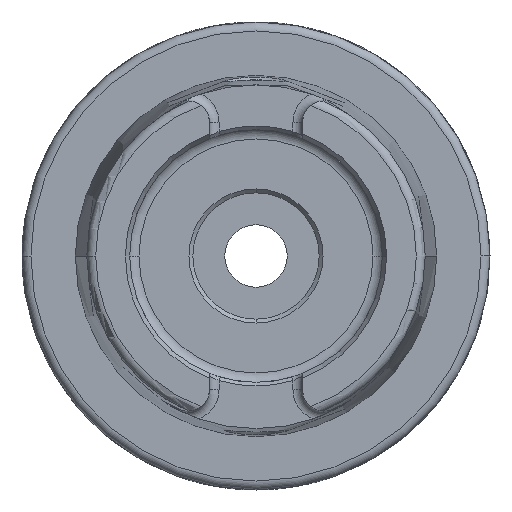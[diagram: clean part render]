
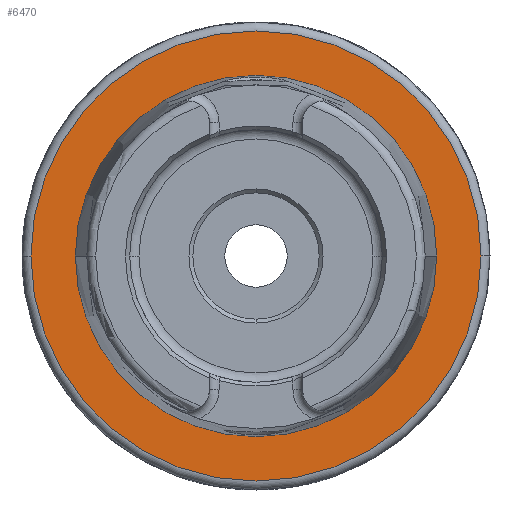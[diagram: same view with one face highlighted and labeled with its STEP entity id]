
A CAD part, left-side view. The second image highlights one B-rep face of the part: STEP entity #6470.
In plain terms, the highlighted planar face has unit normal (-1, 0, 0).
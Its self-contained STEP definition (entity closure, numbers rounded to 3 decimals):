
#24 = CIRCLE ( 'NONE', #1828, 30.3 ) ;
#344 = AXIS2_PLACEMENT_3D ( 'NONE', #3423, #7788, #4051 ) ;
#683 = CIRCLE ( 'NONE', #344, 24.321 ) ;
#781 = AXIS2_PLACEMENT_3D ( 'NONE', #4545, #5087, #5683 ) ;
#1008 = FACE_OUTER_BOUND ( 'NONE', #7623, .T. ) ;
#1277 = ORIENTED_EDGE ( 'NONE', *, *, #1970, .F. ) ;
#1327 = EDGE_CURVE ( 'NONE', #5630, #3447, #2380, .T. ) ;
#1667 = CARTESIAN_POINT ( 'NONE',  ( 0., 0., 0. ) ) ;
#1790 = DIRECTION ( 'NONE',  ( -1., 0., 0. ) ) ;
#1828 = AXIS2_PLACEMENT_3D ( 'NONE', #1667, #6042, #2289 ) ;
#1954 = VERTEX_POINT ( 'NONE', #7583 ) ;
#1970 = EDGE_CURVE ( 'NONE', #2670, #1954, #7973, .T. ) ;
#2259 = FACE_BOUND ( 'NONE', #4790, .T. ) ;
#2289 = DIRECTION ( 'NONE',  ( 0., 1., 0. ) ) ;
#2380 = CIRCLE ( 'NONE', #781, 24.321 ) ;
#2670 = VERTEX_POINT ( 'NONE', #6019 ) ;
#2686 = ORIENTED_EDGE ( 'NONE', *, *, #6079, .T. ) ;
#2692 = AXIS2_PLACEMENT_3D ( 'NONE', #4294, #1790, #6166 ) ;
#3177 = ORIENTED_EDGE ( 'NONE', *, *, #3479, .F. ) ;
#3399 = CARTESIAN_POINT ( 'NONE',  ( 0., 0., 0. ) ) ;
#3423 = CARTESIAN_POINT ( 'NONE',  ( 0., 0., 0. ) ) ;
#3447 = VERTEX_POINT ( 'NONE', #7290 ) ;
#3479 = EDGE_CURVE ( 'NONE', #1954, #2670, #24, .T. ) ;
#3669 = PLANE ( 'NONE',  #2692 ) ;
#3790 = DIRECTION ( 'NONE',  ( 0., 1., 0. ) ) ;
#3845 = DIRECTION ( 'NONE',  ( 1., 0., 0. ) ) ;
#4051 = DIRECTION ( 'NONE',  ( 0., 1., 0. ) ) ;
#4294 = CARTESIAN_POINT ( 'NONE',  ( 0., 24.321, 0. ) ) ;
#4545 = CARTESIAN_POINT ( 'NONE',  ( 0., 0., 0. ) ) ;
#4790 = EDGE_LOOP ( 'NONE', ( #5308, #2686 ) ) ;
#5020 = CARTESIAN_POINT ( 'NONE',  ( 0., 24.321, 0. ) ) ;
#5087 = DIRECTION ( 'NONE',  ( 1., 0., 0. ) ) ;
#5308 = ORIENTED_EDGE ( 'NONE', *, *, #1327, .T. ) ;
#5630 = VERTEX_POINT ( 'NONE', #5020 ) ;
#5683 = DIRECTION ( 'NONE',  ( 0., 1., 0. ) ) ;
#5768 = AXIS2_PLACEMENT_3D ( 'NONE', #3399, #3845, #3790 ) ;
#6019 = CARTESIAN_POINT ( 'NONE',  ( 0., 30.3, 0. ) ) ;
#6042 = DIRECTION ( 'NONE',  ( 1., 0., 0. ) ) ;
#6079 = EDGE_CURVE ( 'NONE', #3447, #5630, #683, .T. ) ;
#6166 = DIRECTION ( 'NONE',  ( 0., -1., 0. ) ) ;
#6470 = ADVANCED_FACE ( 'NONE', ( #2259, #1008 ), #3669, .T. ) ;
#7290 = CARTESIAN_POINT ( 'NONE',  ( 0., -24.321, 0. ) ) ;
#7583 = CARTESIAN_POINT ( 'NONE',  ( 0., -30.3, 0. ) ) ;
#7623 = EDGE_LOOP ( 'NONE', ( #1277, #3177 ) ) ;
#7788 = DIRECTION ( 'NONE',  ( 1., 0., 0. ) ) ;
#7973 = CIRCLE ( 'NONE', #5768, 30.3 ) ;
